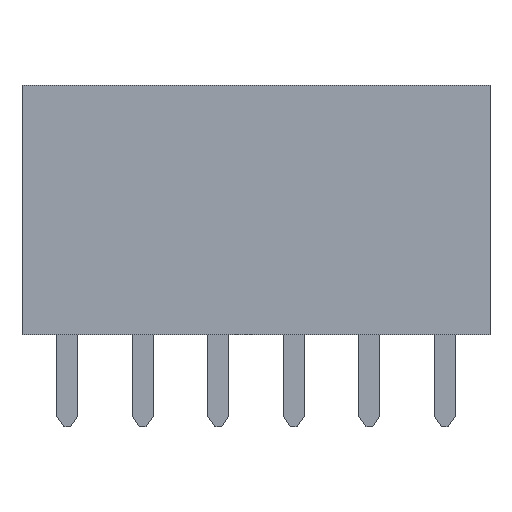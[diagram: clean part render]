
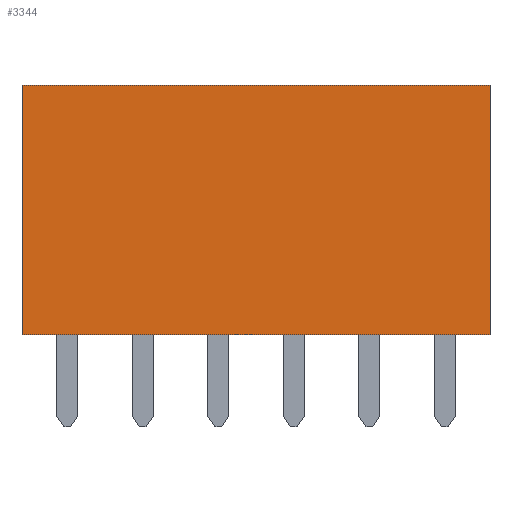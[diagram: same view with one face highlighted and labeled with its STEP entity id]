
A CAD part, front view. The second image highlights one B-rep face of the part: STEP entity #3344.
In plain terms, the highlighted planar face has unit normal (0, -1, 0).
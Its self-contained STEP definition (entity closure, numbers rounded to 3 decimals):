
#214=ORIENTED_EDGE('',*,*,#1146,.F.);
#215=ORIENTED_EDGE('',*,*,#1157,.F.);
#216=ORIENTED_EDGE('',*,*,#1155,.F.);
#217=ORIENTED_EDGE('',*,*,#1118,.F.);
#1118=EDGE_CURVE('',#1595,#1596,#1897,.T.);
#1146=EDGE_CURVE('',#1622,#1595,#1925,.T.);
#1155=EDGE_CURVE('',#1596,#1625,#1934,.T.);
#1157=EDGE_CURVE('',#1625,#1622,#1936,.T.);
#1595=VERTEX_POINT('',#4756);
#1596=VERTEX_POINT('',#4758);
#1622=VERTEX_POINT('',#4812);
#1625=VERTEX_POINT('',#4821);
#1897=LINE('',#4757,#2366);
#1925=LINE('',#4813,#2394);
#1934=LINE('',#4829,#2403);
#1936=LINE('',#4832,#2405);
#2366=VECTOR('',#3822,1000.);
#2394=VECTOR('',#3852,1000.);
#2403=VECTOR('',#3863,1000.);
#2405=VECTOR('',#3867,1000.);
#2787=EDGE_LOOP('',(#214,#215,#216,#217));
#2990=FACE_BOUND('',#2787,.T.);
#3169=PLANE('',#3550);
#3344=ADVANCED_FACE('',(#2990),#3169,.F.);
#3550=AXIS2_PLACEMENT_3D('',#4836,#3872,#3873);
#3822=DIRECTION('',(1.,0.,0.));
#3852=DIRECTION('',(0.,0.,1.));
#3863=DIRECTION('',(0.,0.,-1.));
#3867=DIRECTION('',(-1.,0.,0.));
#3872=DIRECTION('',(0.,1.,0.));
#3873=DIRECTION('',(0.,0.,1.));
#4756=CARTESIAN_POINT('',(-7.87,-2.54,4.2));
#4757=CARTESIAN_POINT('',(-7.87,-2.54,4.2));
#4758=CARTESIAN_POINT('',(7.87,-2.54,4.2));
#4812=CARTESIAN_POINT('',(-7.87,-2.54,-4.2));
#4813=CARTESIAN_POINT('',(-7.87,-2.54,-4.2));
#4821=CARTESIAN_POINT('',(7.87,-2.54,-4.2));
#4829=CARTESIAN_POINT('',(7.87,-2.54,4.2));
#4832=CARTESIAN_POINT('',(7.87,-2.54,-4.2));
#4836=CARTESIAN_POINT('',(0.,-2.54,0.));
